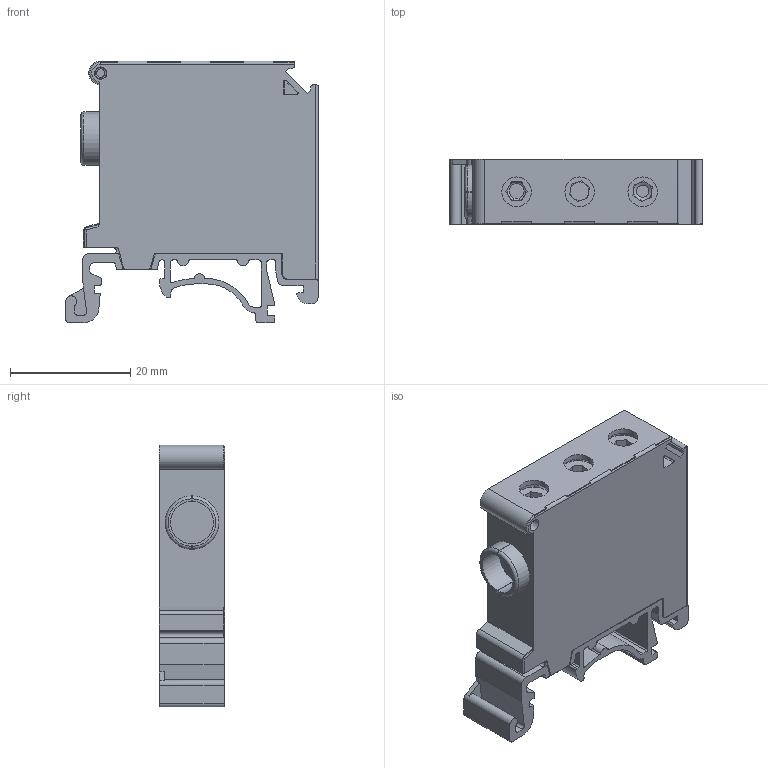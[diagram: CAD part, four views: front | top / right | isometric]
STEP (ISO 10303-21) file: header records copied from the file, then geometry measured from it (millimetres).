
FILE_DESCRIPTION(/* description */ ('Unknown'),/* implementation_level */ '2;1');
FILE_NAME(/* name */ 'LPT_225_3D',/* time_stamp */ '2024-12-07T16:43:17+05:00',/* author */ ('Unknown'),/* organization */ ('Unknown'),/* preprocessor_version */ 'ST-DEVELOPER v16.7',/* originating_system */ 'Solid Edge',/* authorisation */ 'Unknown');
FILE_SCHEMA (('AUTOMOTIVE_DESIGN {1 0 10303 214 3 1 1}'));
Length unit declared in the file: millimetre
Products named in the file (1): LPT_225_3D_SOLID
Bounding box: 42 x 10.85 x 43.6 mm (x, y, z)
Volume: 12805.4 mm3; surface area: 7546 mm2
Topology: 1 solids, 1 shells, 343 faces, 938 edges, 617 vertices
Faces by surface type: plane 210, cylinder 120, cone 8, torus 4, bspline 1
Full cylindrical faces by diameter (mm): 3.05 x1, 5.998 x3, 6 x2
Entity records: 13248 total; most frequent: CARTESIAN_POINT 1938, DIRECTION 1890, ORIENTED_EDGE 1846, EDGE_CURVE 923, AXIS2_PLACEMENT_3D 640, VERTEX_POINT 612, LINE 610, VECTOR 610
